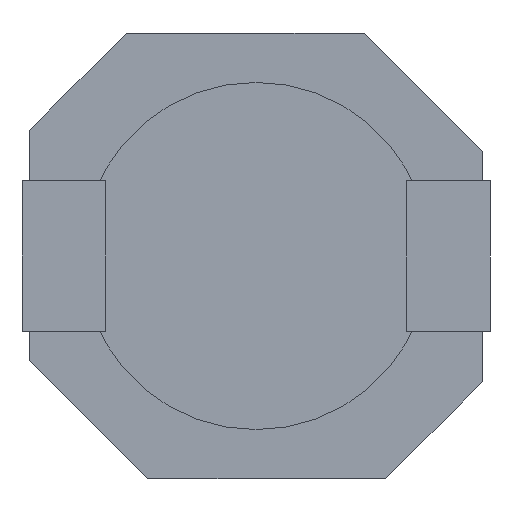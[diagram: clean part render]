
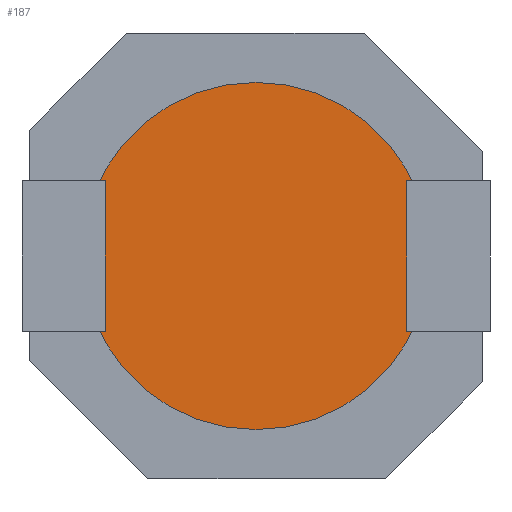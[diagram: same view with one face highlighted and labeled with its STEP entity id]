
A CAD part, front view. The second image highlights one B-rep face of the part: STEP entity #187.
In plain terms, the highlighted planar face has unit normal (0, -1, 0).
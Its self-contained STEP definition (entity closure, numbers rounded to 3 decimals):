
#11 = AXIS2_PLACEMENT_3D ( 'NONE', #203, #636, #702 ) ;
#88 = AXIS2_PLACEMENT_3D ( 'NONE', #513, #580, #652 ) ;
#150 = CARTESIAN_POINT ( 'NONE',  ( 0., 0., 0. ) ) ;
#187 = ADVANCED_FACE ( 'NONE', ( #291 ), #807, .F. ) ;
#203 = CARTESIAN_POINT ( 'NONE',  ( 0., 0., 0. ) ) ;
#238 = VERTEX_POINT ( 'NONE', #797 ) ;
#253 = EDGE_CURVE ( 'NONE', #238, #727, #630, .T. ) ;
#290 = DIRECTION ( 'NONE',  ( 0., 1., 0. ) ) ;
#291 = FACE_OUTER_BOUND ( 'NONE', #401, .T. ) ;
#401 = EDGE_LOOP ( 'NONE', ( #542, #450 ) ) ;
#405 = CARTESIAN_POINT ( 'NONE',  ( 0., 0., 2.3 ) ) ;
#450 = ORIENTED_EDGE ( 'NONE', *, *, #253, .T. ) ;
#489 = CIRCLE ( 'NONE', #11, 2.3 ) ;
#508 = AXIS2_PLACEMENT_3D ( 'NONE', #150, #290, #726 ) ;
#513 = CARTESIAN_POINT ( 'NONE',  ( 0., 0., 0. ) ) ;
#542 = ORIENTED_EDGE ( 'NONE', *, *, #800, .T. ) ;
#580 = DIRECTION ( 'NONE',  ( 0., -1., 0. ) ) ;
#630 = CIRCLE ( 'NONE', #88, 2.3 ) ;
#636 = DIRECTION ( 'NONE',  ( 0., -1., 0. ) ) ;
#652 = DIRECTION ( 'NONE',  ( 0., 0., 1. ) ) ;
#702 = DIRECTION ( 'NONE',  ( 0., 0., 1. ) ) ;
#726 = DIRECTION ( 'NONE',  ( 0., 0., 1. ) ) ;
#727 = VERTEX_POINT ( 'NONE', #405 ) ;
#797 = CARTESIAN_POINT ( 'NONE',  ( 0., 0., -2.3 ) ) ;
#800 = EDGE_CURVE ( 'NONE', #727, #238, #489, .T. ) ;
#807 = PLANE ( 'NONE',  #508 ) ;
